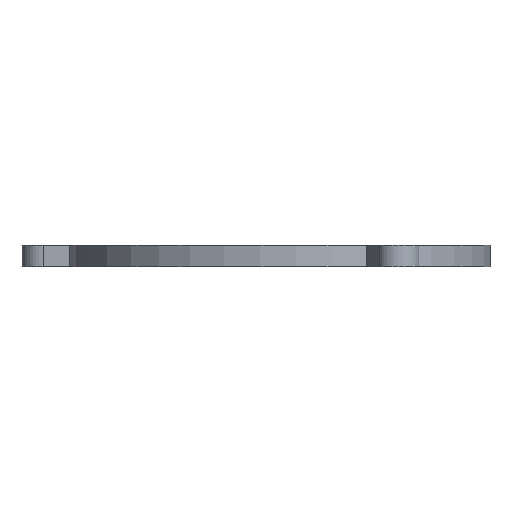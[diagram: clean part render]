
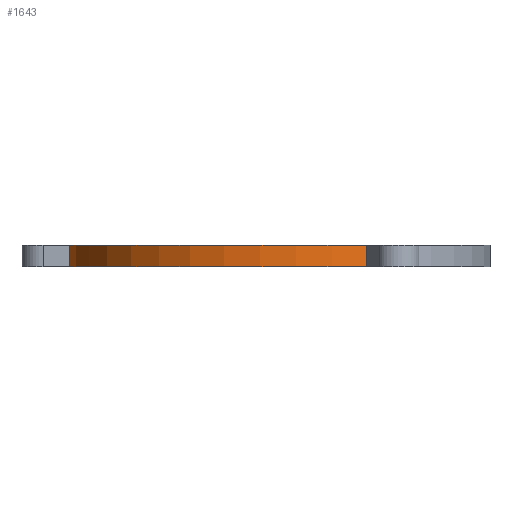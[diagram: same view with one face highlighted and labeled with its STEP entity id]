
A CAD part, front view. The second image highlights one B-rep face of the part: STEP entity #1643.
In plain terms, the highlighted cylindrical face has radius 50 mm (diameter 100 mm), a partial arc.
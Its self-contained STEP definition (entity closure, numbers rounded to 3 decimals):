
#67 = PLANE('',#68);
#68 = AXIS2_PLACEMENT_3D('',#69,#70,#71);
#69 = CARTESIAN_POINT('',(-49.749,5.,0.));
#70 = DIRECTION('',(0.,0.,-1.));
#71 = DIRECTION('',(-1.,0.,0.));
#168 = PLANE('',#169);
#169 = AXIS2_PLACEMENT_3D('',#170,#171,#172);
#170 = CARTESIAN_POINT('',(0.,0.,-5.));
#171 = DIRECTION('',(0.,0.,-1.));
#172 = DIRECTION('',(0.,1.,0.));
#264 = PLANE('',#265);
#265 = AXIS2_PLACEMENT_3D('',#266,#267,#268);
#266 = CARTESIAN_POINT('',(-45.,-5.,0.));
#267 = DIRECTION('',(0.,1.,0.));
#268 = DIRECTION('',(0.,0.,-1.));
#683 = VERTEX_POINT('',#684);
#684 = CARTESIAN_POINT('',(20.545,-45.584,
    0.));
#698 = PLANE('',#699);
#699 = AXIS2_PLACEMENT_3D('',#700,#701,#702);
#700 = CARTESIAN_POINT('',(18.17,-41.471,
    0.));
#701 = DIRECTION('',(-0.866,-0.5,0.));
#702 = DIRECTION('',(0.,0.,-1.));
#710 = EDGE_CURVE('',#683,#711,#713,.T.);
#711 = VERTEX_POINT('',#712);
#712 = CARTESIAN_POINT('',(-49.749,-5.,
    0.));
#713 = SURFACE_CURVE('',#714,(#719,#726),.PCURVE_S1.);
#714 = CIRCLE('',#715,50.);
#715 = AXIS2_PLACEMENT_3D('',#716,#717,#718);
#716 = CARTESIAN_POINT('',(0.,0.,0.));
#717 = DIRECTION('',(0.,0.,-1.));
#718 = DIRECTION('',(-1.,0.,0.));
#719 = PCURVE('',#67,#720);
#720 = DEFINITIONAL_REPRESENTATION('',(#721),#725);
#721 = CIRCLE('',#722,50.);
#722 = AXIS2_PLACEMENT_2D('',#723,#724);
#723 = CARTESIAN_POINT('',(-49.749,-5.));
#724 = DIRECTION('',(1.,0.));
#725 = ( GEOMETRIC_REPRESENTATION_CONTEXT(2) 
PARAMETRIC_REPRESENTATION_CONTEXT() REPRESENTATION_CONTEXT('2D SPACE',''
  ) );
#726 = PCURVE('',#727,#732);
#727 = CYLINDRICAL_SURFACE('',#728,50.);
#728 = AXIS2_PLACEMENT_3D('',#729,#730,#731);
#729 = CARTESIAN_POINT('',(0.,0.,0.));
#730 = DIRECTION('',(0.,0.,-1.));
#731 = DIRECTION('',(-1.,0.,0.));
#732 = DEFINITIONAL_REPRESENTATION('',(#733),#737);
#733 = LINE('',#734,#735);
#734 = CARTESIAN_POINT('',(0.,0.));
#735 = VECTOR('',#736,1.);
#736 = DIRECTION('',(1.,0.));
#737 = ( GEOMETRIC_REPRESENTATION_CONTEXT(2) 
PARAMETRIC_REPRESENTATION_CONTEXT() REPRESENTATION_CONTEXT('2D SPACE',''
  ) );
#1270 = VERTEX_POINT('',#1271);
#1271 = CARTESIAN_POINT('',(20.545,-45.584,-5.));
#1292 = EDGE_CURVE('',#1270,#1293,#1295,.T.);
#1293 = VERTEX_POINT('',#1294);
#1294 = CARTESIAN_POINT('',(-49.749,-5.,-5.));
#1295 = SURFACE_CURVE('',#1296,(#1301,#1308),.PCURVE_S1.);
#1296 = CIRCLE('',#1297,50.);
#1297 = AXIS2_PLACEMENT_3D('',#1298,#1299,#1300);
#1298 = CARTESIAN_POINT('',(0.,0.,-5.));
#1299 = DIRECTION('',(0.,0.,-1.));
#1300 = DIRECTION('',(-1.,0.,0.));
#1301 = PCURVE('',#168,#1302);
#1302 = DEFINITIONAL_REPRESENTATION('',(#1303),#1307);
#1303 = CIRCLE('',#1304,50.);
#1304 = AXIS2_PLACEMENT_2D('',#1305,#1306);
#1305 = CARTESIAN_POINT('',(0.,0.));
#1306 = DIRECTION('',(0.,-1.));
#1307 = ( GEOMETRIC_REPRESENTATION_CONTEXT(2) 
PARAMETRIC_REPRESENTATION_CONTEXT() REPRESENTATION_CONTEXT('2D SPACE',''
  ) );
#1308 = PCURVE('',#727,#1309);
#1309 = DEFINITIONAL_REPRESENTATION('',(#1310),#1314);
#1310 = LINE('',#1311,#1312);
#1311 = CARTESIAN_POINT('',(0.,5.));
#1312 = VECTOR('',#1313,1.);
#1313 = DIRECTION('',(1.,0.));
#1314 = ( GEOMETRIC_REPRESENTATION_CONTEXT(2) 
PARAMETRIC_REPRESENTATION_CONTEXT() REPRESENTATION_CONTEXT('2D SPACE',''
  ) );
#1498 = EDGE_CURVE('',#711,#1293,#1499,.T.);
#1499 = SURFACE_CURVE('',#1500,(#1504,#1510),.PCURVE_S1.);
#1500 = LINE('',#1501,#1502);
#1501 = CARTESIAN_POINT('',(-49.749,-5.,0.));
#1502 = VECTOR('',#1503,1.);
#1503 = DIRECTION('',(0.,0.,-1.));
#1504 = PCURVE('',#264,#1505);
#1505 = DEFINITIONAL_REPRESENTATION('',(#1506),#1509);
#1506 = B_SPLINE_CURVE_WITH_KNOTS('',1,(#1507,#1508),.UNSPECIFIED.,.F.,
  .F.,(2,2),(0.,5.),.PIECEWISE_BEZIER_KNOTS.);
#1507 = CARTESIAN_POINT('',(0.,4.749));
#1508 = CARTESIAN_POINT('',(5.,4.749));
#1509 = ( GEOMETRIC_REPRESENTATION_CONTEXT(2) 
PARAMETRIC_REPRESENTATION_CONTEXT() REPRESENTATION_CONTEXT('2D SPACE',''
  ) );
#1510 = PCURVE('',#727,#1511);
#1511 = DEFINITIONAL_REPRESENTATION('',(#1512),#1515);
#1512 = B_SPLINE_CURVE_WITH_KNOTS('',1,(#1513,#1514),.UNSPECIFIED.,.F.,
  .F.,(2,2),(0.,5.),.PIECEWISE_BEZIER_KNOTS.);
#1513 = CARTESIAN_POINT('',(6.183,0.));
#1514 = CARTESIAN_POINT('',(6.183,5.));
#1515 = ( GEOMETRIC_REPRESENTATION_CONTEXT(2) 
PARAMETRIC_REPRESENTATION_CONTEXT() REPRESENTATION_CONTEXT('2D SPACE',''
  ) );
#1643 = ADVANCED_FACE('',(#1644),#727,.T.);
#1644 = FACE_BOUND('',#1645,.T.);
#1645 = EDGE_LOOP('',(#1646,#1647,#1648,#1667));
#1646 = ORIENTED_EDGE('',*,*,#1498,.T.);
#1647 = ORIENTED_EDGE('',*,*,#1292,.F.);
#1648 = ORIENTED_EDGE('',*,*,#1649,.F.);
#1649 = EDGE_CURVE('',#683,#1270,#1650,.T.);
#1650 = SURFACE_CURVE('',#1651,(#1655,#1661),.PCURVE_S1.);
#1651 = LINE('',#1652,#1653);
#1652 = CARTESIAN_POINT('',(20.545,-45.584,
    0.));
#1653 = VECTOR('',#1654,1.);
#1654 = DIRECTION('',(0.,0.,-1.));
#1655 = PCURVE('',#727,#1656);
#1656 = DEFINITIONAL_REPRESENTATION('',(#1657),#1660);
#1657 = B_SPLINE_CURVE_WITH_KNOTS('',1,(#1658,#1659),.UNSPECIFIED.,.F.,
  .F.,(2,2),(0.,5.),.PIECEWISE_BEZIER_KNOTS.);
#1658 = CARTESIAN_POINT('',(4.289,0.));
#1659 = CARTESIAN_POINT('',(4.289,5.));
#1660 = ( GEOMETRIC_REPRESENTATION_CONTEXT(2) 
PARAMETRIC_REPRESENTATION_CONTEXT() REPRESENTATION_CONTEXT('2D SPACE',''
  ) );
#1661 = PCURVE('',#698,#1662);
#1662 = DEFINITIONAL_REPRESENTATION('',(#1663),#1666);
#1663 = B_SPLINE_CURVE_WITH_KNOTS('',1,(#1664,#1665),.UNSPECIFIED.,.F.,
  .F.,(2,2),(0.,5.),.PIECEWISE_BEZIER_KNOTS.);
#1664 = CARTESIAN_POINT('',(0.,4.749));
#1665 = CARTESIAN_POINT('',(5.,4.749));
#1666 = ( GEOMETRIC_REPRESENTATION_CONTEXT(2) 
PARAMETRIC_REPRESENTATION_CONTEXT() REPRESENTATION_CONTEXT('2D SPACE',''
  ) );
#1667 = ORIENTED_EDGE('',*,*,#710,.T.);
